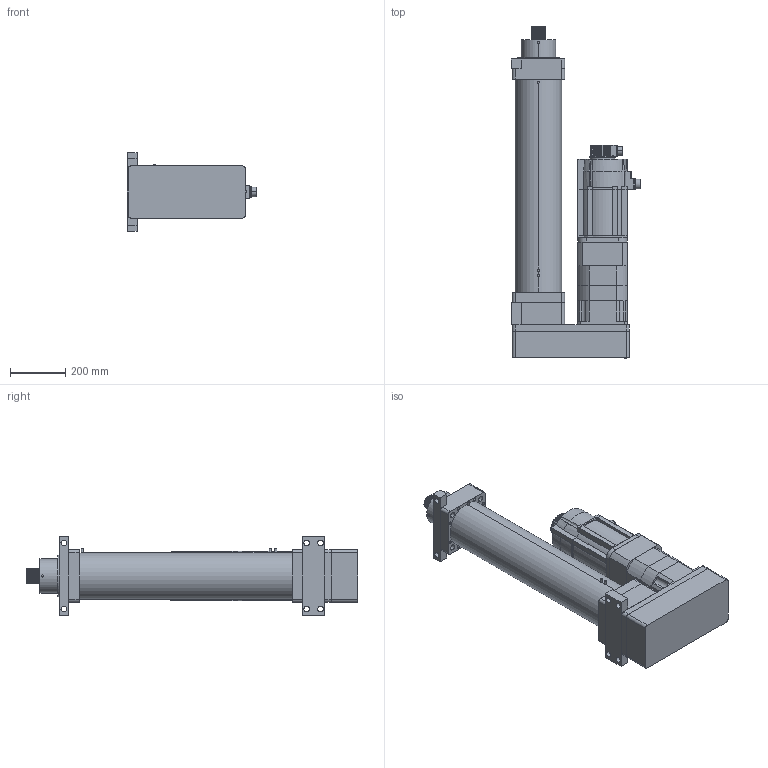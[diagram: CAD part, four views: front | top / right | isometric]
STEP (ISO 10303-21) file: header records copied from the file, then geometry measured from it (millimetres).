
FILE_DESCRIPTION (( 'STEP AP203' ), '1' );
FILE_NAME ('RLA170-20WS-140KN-R500-33.3mm-s.STEP', '2025-01-21T06:06:20', ( '微软用户' ), ( '微软中国' ), 'SwSTEP 2.0', 'SolidWorks 2022', '' );
FILE_SCHEMA (( 'CONFIG_CONTROL_DESIGN' ));
Length unit declared in the file: millimetre
Products named in the file (4): RLA170-20WS-140KN-R500-33.3mm-s; 170缸折叠500行程卧式装配体; PGH180两级 42-114.3-200-M12 法兰加厚; MS1H3-55C15CD-U(A)334Z
Assembly tree (3 placements, depth 2):
  RLA170-20WS-140KN-R500-33.3mm-s
    170缸折叠500行程卧式装配体
    MS1H3-55C15CD-U(A)334Z
    PGH180两级 42-114.3-200-M12 法兰加厚
Bounding box: 469 x 1206 x 285 mm (x, y, z)
Volume: 30079233.3 mm3; surface area: 2582151.4 mm2
Topology: 6 solids, 36 shells, 1512 faces, 4078 edges, 2525 vertices
Faces by surface type: bspline 1052, cylinder 278, plane 162, cone 18, torus 2
Entity records: 66614 total; most frequent: CARTESIAN_POINT 39527, ORIENTED_EDGE 7454, EDGE_CURVE 3985, VERTEX_POINT 2533, DIRECTION 2530, B_SPLINE_CURVE_WITH_KNOTS 1778, EDGE_LOOP 1748, FACE_OUTER_BOUND 1512
